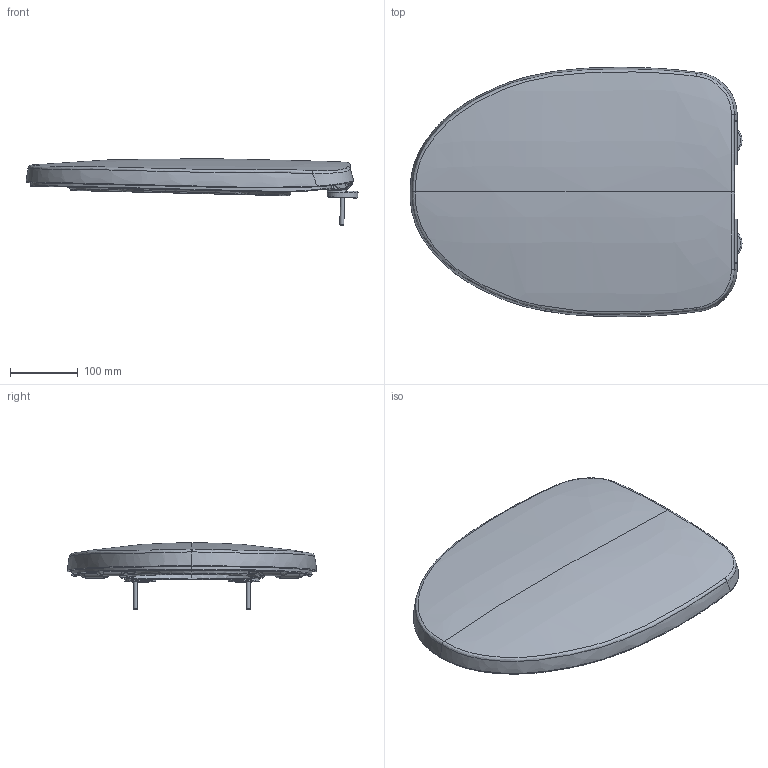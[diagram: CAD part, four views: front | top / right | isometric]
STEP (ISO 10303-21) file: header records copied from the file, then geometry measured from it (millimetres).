
FILE_DESCRIPTION(/* description */ (''),/* implementation_level */ '2;1');
FILE_NAME(/* name */ '9M30S1_WCS.stp',/* time_stamp */ '2022-02-04T07:32:02+01:00',/* author */ (''),/* organization */ (''),/* preprocessor_version */ 'ST-DEVELOPER v18.1',/* originating_system */ 'SIEMENS PLM Software NX 1973',/* authorisation */ '');
FILE_SCHEMA (('AUTOMOTIVE_DESIGN { 1 0 10303 214 3 1 1 1 }'));
Products named in the file (1): Muel467CE7FErmyr
Bounding box: 488.97 x 367.25 x 98.16 mm (x, y, z)
Volume: 1640470.3 mm3; surface area: 599812.8 mm2
Topology: 10 solids, 10 shells, 412 faces, 965 edges, 563 vertices
Faces by surface type: bspline 270, cylinder 54, plane 52, torus 16, cone 6, sphere 6, revolution 6, extrusion 2
Full cylindrical faces by diameter (mm): 6 x2, 10 x2, 10.2 x2, 13.5 x2, 41.5 x2, 44.5 x2, 45.3 x2
Entity records: 47376 total; most frequent: CARTESIAN_POINT 40689, ORIENTED_EDGE 1786, EDGE_CURVE 893, DIRECTION 680, VERTEX_POINT 540, B_SPLINE_CURVE_WITH_KNOTS 538, EDGE_LOOP 461, ADVANCED_FACE 412
